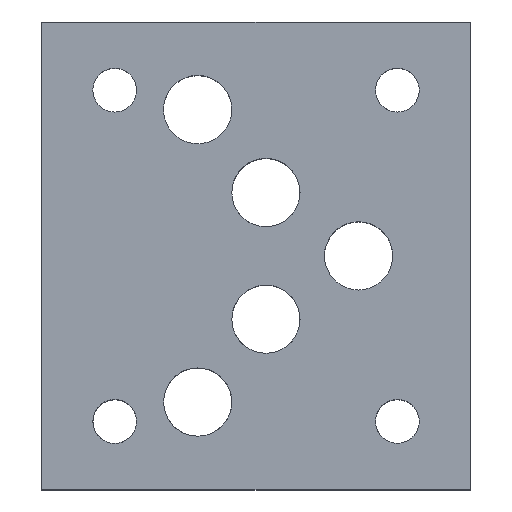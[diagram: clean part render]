
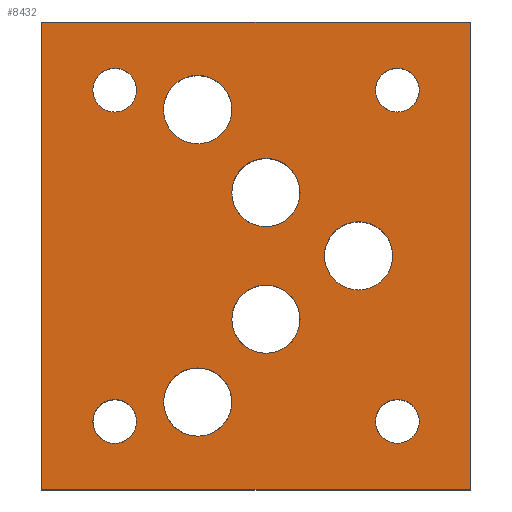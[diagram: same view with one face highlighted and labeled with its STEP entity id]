
A CAD part, top view. The second image highlights one B-rep face of the part: STEP entity #8432.
In plain terms, the highlighted planar face has unit normal (0, 0, 1).
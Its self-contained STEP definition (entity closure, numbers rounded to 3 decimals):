
#84=CIRCLE('',#8749,5.556);
#85=CIRCLE('',#8750,5.556);
#128=CIRCLE('',#8817,5.556);
#129=CIRCLE('',#8818,5.556);
#130=CIRCLE('',#8820,5.556);
#131=CIRCLE('',#8821,5.556);
#144=CIRCLE('',#8841,3.569);
#145=CIRCLE('',#8842,3.569);
#148=CIRCLE('',#8846,3.569);
#149=CIRCLE('',#8847,3.569);
#152=CIRCLE('',#8851,3.569);
#153=CIRCLE('',#8852,3.569);
#156=CIRCLE('',#8858,5.563);
#157=CIRCLE('',#8859,5.563);
#158=CIRCLE('',#8861,5.563);
#159=CIRCLE('',#8862,5.563);
#160=CIRCLE('',#8865,3.569);
#161=CIRCLE('',#8866,3.569);
#209=FACE_BOUND('',#1390,.T.);
#210=FACE_BOUND('',#1391,.T.);
#211=FACE_BOUND('',#1392,.T.);
#212=FACE_BOUND('',#1393,.T.);
#213=FACE_BOUND('',#1394,.T.);
#214=FACE_BOUND('',#1395,.T.);
#215=FACE_BOUND('',#1396,.T.);
#216=FACE_BOUND('',#1397,.T.);
#217=FACE_BOUND('',#1398,.T.);
#504=PLANE('',#8875);
#924=FACE_OUTER_BOUND('',#1389,.T.);
#1389=EDGE_LOOP('',(#7532,#7533,#7534,#7535));
#1390=EDGE_LOOP('',(#7536,#7537));
#1391=EDGE_LOOP('',(#7538,#7539));
#1392=EDGE_LOOP('',(#7540,#7541));
#1393=EDGE_LOOP('',(#7542,#7543));
#1394=EDGE_LOOP('',(#7544,#7545));
#1395=EDGE_LOOP('',(#7546,#7547));
#1396=EDGE_LOOP('',(#7548,#7549));
#1397=EDGE_LOOP('',(#7550,#7551));
#1398=EDGE_LOOP('',(#7552,#7553));
#1740=LINE('',#12461,#2581);
#2154=LINE('',#13443,#2995);
#2200=LINE('',#13779,#3041);
#2249=LINE('',#14521,#3090);
#2581=VECTOR('',#9404,10.);
#2995=VECTOR('',#10126,10.);
#3041=VECTOR('',#10200,10.);
#3090=VECTOR('',#10567,10.);
#3625=VERTEX_POINT('',#12458);
#3626=VERTEX_POINT('',#12460);
#3912=VERTEX_POINT('',#13441);
#3964=VERTEX_POINT('',#13778);
#4001=VERTEX_POINT('',#14068);
#4002=VERTEX_POINT('',#14069);
#4051=VERTEX_POINT('',#14281);
#4052=VERTEX_POINT('',#14282);
#4053=VERTEX_POINT('',#14287);
#4054=VERTEX_POINT('',#14288);
#4076=VERTEX_POINT('',#14466);
#4077=VERTEX_POINT('',#14467);
#4079=VERTEX_POINT('',#14475);
#4080=VERTEX_POINT('',#14476);
#4082=VERTEX_POINT('',#14484);
#4083=VERTEX_POINT('',#14485);
#4085=VERTEX_POINT('',#14495);
#4086=VERTEX_POINT('',#14496);
#4087=VERTEX_POINT('',#14501);
#4088=VERTEX_POINT('',#14502);
#4089=VERTEX_POINT('',#14508);
#4090=VERTEX_POINT('',#14509);
#4566=EDGE_CURVE('',#3626,#3625,#1740,.T.);
#4996=EDGE_CURVE('',#3625,#3912,#2154,.T.);
#5072=EDGE_CURVE('',#3964,#3626,#2200,.T.);
#5123=EDGE_CURVE('',#4001,#4002,#84,.T.);
#5124=EDGE_CURVE('',#4002,#4001,#85,.T.);
#5192=EDGE_CURVE('',#4051,#4052,#128,.T.);
#5193=EDGE_CURVE('',#4052,#4051,#129,.T.);
#5195=EDGE_CURVE('',#4053,#4054,#130,.T.);
#5196=EDGE_CURVE('',#4054,#4053,#131,.T.);
#5226=EDGE_CURVE('',#4076,#4077,#144,.T.);
#5227=EDGE_CURVE('',#4077,#4076,#145,.T.);
#5231=EDGE_CURVE('',#4079,#4080,#148,.T.);
#5232=EDGE_CURVE('',#4080,#4079,#149,.T.);
#5236=EDGE_CURVE('',#4082,#4083,#152,.T.);
#5237=EDGE_CURVE('',#4083,#4082,#153,.T.);
#5241=EDGE_CURVE('',#4085,#4086,#156,.T.);
#5242=EDGE_CURVE('',#4086,#4085,#157,.T.);
#5244=EDGE_CURVE('',#4087,#4088,#158,.T.);
#5245=EDGE_CURVE('',#4088,#4087,#159,.T.);
#5247=EDGE_CURVE('',#4089,#4090,#160,.T.);
#5248=EDGE_CURVE('',#4090,#4089,#161,.T.);
#5253=EDGE_CURVE('',#3912,#3964,#2249,.T.);
#7532=ORIENTED_EDGE('',*,*,#5072,.T.);
#7533=ORIENTED_EDGE('',*,*,#4566,.T.);
#7534=ORIENTED_EDGE('',*,*,#4996,.T.);
#7535=ORIENTED_EDGE('',*,*,#5253,.T.);
#7536=ORIENTED_EDGE('',*,*,#5123,.T.);
#7537=ORIENTED_EDGE('',*,*,#5124,.T.);
#7538=ORIENTED_EDGE('',*,*,#5192,.T.);
#7539=ORIENTED_EDGE('',*,*,#5193,.T.);
#7540=ORIENTED_EDGE('',*,*,#5195,.T.);
#7541=ORIENTED_EDGE('',*,*,#5196,.T.);
#7542=ORIENTED_EDGE('',*,*,#5241,.T.);
#7543=ORIENTED_EDGE('',*,*,#5242,.T.);
#7544=ORIENTED_EDGE('',*,*,#5244,.T.);
#7545=ORIENTED_EDGE('',*,*,#5245,.T.);
#7546=ORIENTED_EDGE('',*,*,#5226,.T.);
#7547=ORIENTED_EDGE('',*,*,#5227,.T.);
#7548=ORIENTED_EDGE('',*,*,#5247,.T.);
#7549=ORIENTED_EDGE('',*,*,#5248,.T.);
#7550=ORIENTED_EDGE('',*,*,#5231,.T.);
#7551=ORIENTED_EDGE('',*,*,#5232,.T.);
#7552=ORIENTED_EDGE('',*,*,#5236,.T.);
#7553=ORIENTED_EDGE('',*,*,#5237,.T.);
#8432=ADVANCED_FACE('',(#924,#209,#210,#211,#212,#213,#214,#215,#216,#217),
#504,.T.);
#8749=AXIS2_PLACEMENT_3D('',#14070,#10285,#10286);
#8750=AXIS2_PLACEMENT_3D('',#14071,#10287,#10288);
#8817=AXIS2_PLACEMENT_3D('',#14283,#10439,#10440);
#8818=AXIS2_PLACEMENT_3D('',#14284,#10441,#10442);
#8820=AXIS2_PLACEMENT_3D('',#14289,#10446,#10447);
#8821=AXIS2_PLACEMENT_3D('',#14290,#10448,#10449);
#8841=AXIS2_PLACEMENT_3D('',#14468,#10498,#10499);
#8842=AXIS2_PLACEMENT_3D('',#14469,#10500,#10501);
#8846=AXIS2_PLACEMENT_3D('',#14477,#10509,#10510);
#8847=AXIS2_PLACEMENT_3D('',#14478,#10511,#10512);
#8851=AXIS2_PLACEMENT_3D('',#14486,#10520,#10521);
#8852=AXIS2_PLACEMENT_3D('',#14487,#10522,#10523);
#8858=AXIS2_PLACEMENT_3D('',#14497,#10535,#10536);
#8859=AXIS2_PLACEMENT_3D('',#14498,#10537,#10538);
#8861=AXIS2_PLACEMENT_3D('',#14503,#10542,#10543);
#8862=AXIS2_PLACEMENT_3D('',#14504,#10544,#10545);
#8865=AXIS2_PLACEMENT_3D('',#14510,#10551,#10552);
#8866=AXIS2_PLACEMENT_3D('',#14511,#10553,#10554);
#8875=AXIS2_PLACEMENT_3D('',#14525,#10574,#10575);
#9404=DIRECTION('',(0.,1.,0.));
#10126=DIRECTION('',(-1.,0.,0.));
#10200=DIRECTION('',(1.,0.,0.));
#10285=DIRECTION('center_axis',(0.,0.,-1.));
#10286=DIRECTION('ref_axis',(1.,0.,0.));
#10287=DIRECTION('center_axis',(0.,0.,-1.));
#10288=DIRECTION('ref_axis',(1.,0.,0.));
#10439=DIRECTION('center_axis',(0.,0.,-1.));
#10440=DIRECTION('ref_axis',(1.,0.,0.));
#10441=DIRECTION('center_axis',(0.,0.,-1.));
#10442=DIRECTION('ref_axis',(1.,0.,0.));
#10446=DIRECTION('center_axis',(0.,0.,-1.));
#10447=DIRECTION('ref_axis',(1.,0.,0.));
#10448=DIRECTION('center_axis',(0.,0.,-1.));
#10449=DIRECTION('ref_axis',(1.,0.,0.));
#10498=DIRECTION('center_axis',(0.,0.,-1.));
#10499=DIRECTION('ref_axis',(1.,0.,0.));
#10500=DIRECTION('center_axis',(0.,0.,-1.));
#10501=DIRECTION('ref_axis',(1.,0.,0.));
#10509=DIRECTION('center_axis',(0.,0.,-1.));
#10510=DIRECTION('ref_axis',(1.,0.,0.));
#10511=DIRECTION('center_axis',(0.,0.,-1.));
#10512=DIRECTION('ref_axis',(1.,0.,0.));
#10520=DIRECTION('center_axis',(0.,0.,-1.));
#10521=DIRECTION('ref_axis',(1.,0.,0.));
#10522=DIRECTION('center_axis',(0.,0.,-1.));
#10523=DIRECTION('ref_axis',(1.,0.,0.));
#10535=DIRECTION('center_axis',(0.,0.,-1.));
#10536=DIRECTION('ref_axis',(1.,0.,0.));
#10537=DIRECTION('center_axis',(0.,0.,-1.));
#10538=DIRECTION('ref_axis',(1.,0.,0.));
#10542=DIRECTION('center_axis',(0.,0.,-1.));
#10543=DIRECTION('ref_axis',(1.,0.,0.));
#10544=DIRECTION('center_axis',(0.,0.,-1.));
#10545=DIRECTION('ref_axis',(1.,0.,0.));
#10551=DIRECTION('center_axis',(0.,0.,-1.));
#10552=DIRECTION('ref_axis',(1.,0.,0.));
#10553=DIRECTION('center_axis',(0.,0.,-1.));
#10554=DIRECTION('ref_axis',(1.,0.,0.));
#10567=DIRECTION('',(0.,-1.,0.));
#10574=DIRECTION('center_axis',(0.,0.,1.));
#10575=DIRECTION('ref_axis',(1.,0.,0.));
#12458=CARTESIAN_POINT('',(69.85,76.2,25.4));
#12460=CARTESIAN_POINT('',(69.85,0.,25.4));
#12461=CARTESIAN_POINT('',(69.85,0.,25.4));
#13441=CARTESIAN_POINT('',(0.,76.2,25.4));
#13443=CARTESIAN_POINT('',(69.85,76.2,25.4));
#13778=CARTESIAN_POINT('',(0.,0.,25.4));
#13779=CARTESIAN_POINT('',(0.,0.,25.4));
#14068=CARTESIAN_POINT('',(42.099,27.783,25.4));
#14069=CARTESIAN_POINT('',(30.987,27.783,25.4));
#14070=CARTESIAN_POINT('Origin',(36.543,27.783,25.4));
#14071=CARTESIAN_POINT('Origin',(36.543,27.783,25.4));
#14281=CARTESIAN_POINT('',(42.094,48.417,25.4));
#14282=CARTESIAN_POINT('',(30.982,48.417,25.4));
#14283=CARTESIAN_POINT('Origin',(36.538,48.417,25.4));
#14284=CARTESIAN_POINT('Origin',(36.538,48.417,25.4));
#14287=CARTESIAN_POINT('',(30.989,14.288,25.4));
#14288=CARTESIAN_POINT('',(19.877,14.288,25.4));
#14289=CARTESIAN_POINT('Origin',(25.433,14.288,25.4));
#14290=CARTESIAN_POINT('Origin',(25.433,14.288,25.4));
#14466=CARTESIAN_POINT('',(61.532,11.138,25.4));
#14467=CARTESIAN_POINT('',(54.394,11.138,25.4));
#14468=CARTESIAN_POINT('Origin',(57.963,11.138,25.4));
#14469=CARTESIAN_POINT('Origin',(57.963,11.138,25.4));
#14475=CARTESIAN_POINT('',(61.532,65.1,25.4));
#14476=CARTESIAN_POINT('',(54.394,65.1,25.4));
#14477=CARTESIAN_POINT('Origin',(57.963,65.1,25.4));
#14478=CARTESIAN_POINT('Origin',(57.963,65.1,25.4));
#14484=CARTESIAN_POINT('',(15.481,11.125,25.4));
#14485=CARTESIAN_POINT('',(8.344,11.125,25.4));
#14486=CARTESIAN_POINT('Origin',(11.913,11.125,25.4));
#14487=CARTESIAN_POINT('Origin',(11.913,11.125,25.4));
#14495=CARTESIAN_POINT('',(57.201,38.1,25.4));
#14496=CARTESIAN_POINT('',(46.076,38.1,25.4));
#14497=CARTESIAN_POINT('Origin',(51.638,38.1,25.4));
#14498=CARTESIAN_POINT('Origin',(51.638,38.1,25.4));
#14501=CARTESIAN_POINT('',(30.988,61.925,25.4));
#14502=CARTESIAN_POINT('',(19.863,61.925,25.4));
#14503=CARTESIAN_POINT('Origin',(25.425,61.925,25.4));
#14504=CARTESIAN_POINT('Origin',(25.425,61.925,25.4));
#14508=CARTESIAN_POINT('',(15.481,65.1,25.4));
#14509=CARTESIAN_POINT('',(8.344,65.1,25.4));
#14510=CARTESIAN_POINT('Origin',(11.913,65.1,25.4));
#14511=CARTESIAN_POINT('Origin',(11.913,65.1,25.4));
#14521=CARTESIAN_POINT('',(0.,76.2,25.4));
#14525=CARTESIAN_POINT('Origin',(34.925,38.1,25.4));
